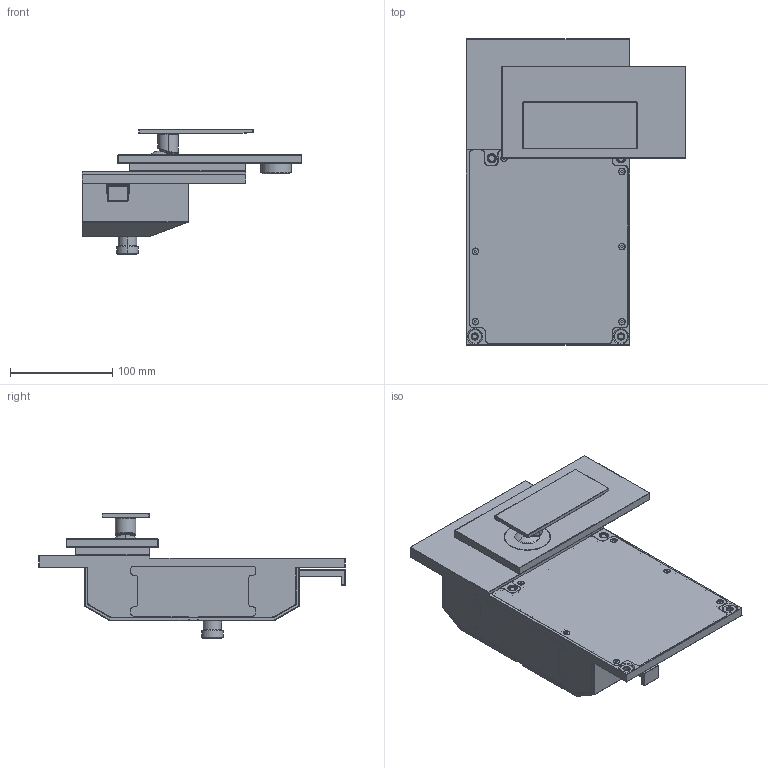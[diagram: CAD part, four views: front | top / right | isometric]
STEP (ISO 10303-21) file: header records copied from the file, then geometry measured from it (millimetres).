
FILE_DESCRIPTION(/* description */ ('AP214 STEP file'),/* implementation_level */ '2;1');
FILE_NAME(/* name */ '1047490000_out.stp',/* time_stamp */ '2025-01-07T02:59:23+01:00',/* author */ (''),/* organization */ (''),/* preprocessor_version */ 'ST-DEVELOPER v18.1',/* originating_system */ 'Elysium Co. Ltd. STEP Translator v8.3.0.0',/* authorisation */ '');
FILE_SCHEMA (('AUTOMOTIVE_DESIGN { 1 0 10303 214 3 1 1 }'));
Products named in the file (1): 1047490000_extract
Bounding box: 215 x 300.03 x 122.28 mm (x, y, z)
Volume: 835170 mm3; surface area: 405386.9 mm2
Topology: 6 solids, 7 shells, 4321 faces, 11427 edges, 7003 vertices
Faces by surface type: cylinder 1457, plane 1182, bspline 1077, torus 227, cone 216, sphere 118, extrusion 44
Entity records: 187447 total; most frequent: CARTESIAN_POINT 65484, ORIENTED_EDGE 22666, EDGE_CURVE 11340, STYLED_ITEM 8646, VERTEX_POINT 7001, AXIS2_PLACEMENT_3D 6288, EDGE_LOOP 4551, VECTOR 4530
